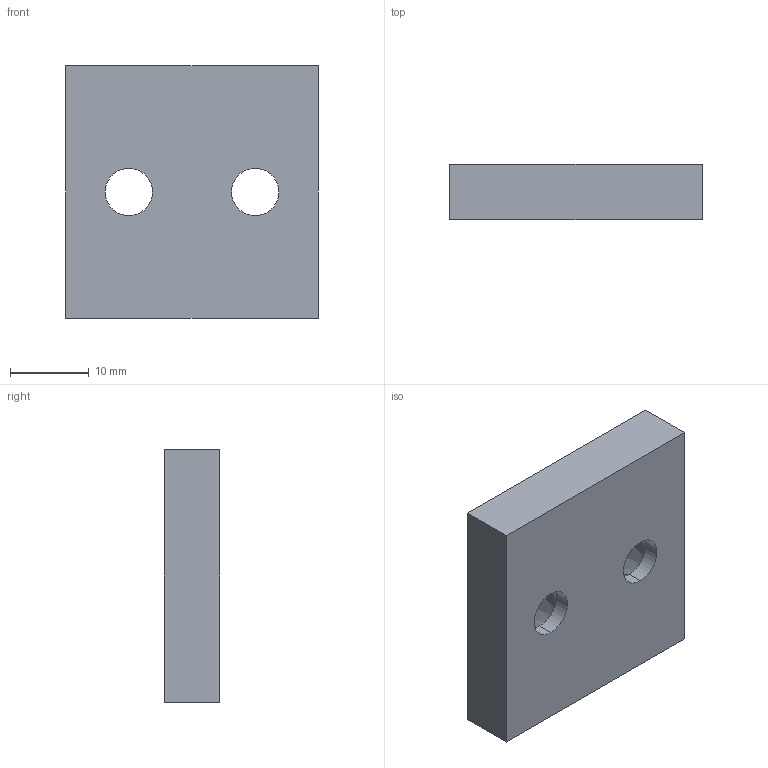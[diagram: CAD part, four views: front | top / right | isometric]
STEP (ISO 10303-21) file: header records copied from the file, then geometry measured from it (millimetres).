
FILE_DESCRIPTION (( 'STEP AP214' ), '1' );
FILE_NAME ('CE-8.1.1-01-004 (Jaw Plate).STEP', '2022-03-02T21:38:18', ( '' ), ( '' ), 'SwSTEP 2.0', 'SolidWorks 2020', '' );
FILE_SCHEMA (( 'AUTOMOTIVE_DESIGN' ));
Length unit declared in the file: millimetre
Products named in the file (1): CE-8.1.1-01-004 (Jaw Plate)
Bounding box: 32 x 7 x 32 mm (x, y, z)
Volume: 6411.9 mm3; surface area: 3067.5 mm2
Topology: 1 solids, 1 shells, 14 faces, 32 edges, 20 vertices
Faces by surface type: plane 6, cone 4, cylinder 4
Entity records: 438 total; most frequent: DIRECTION 74, CARTESIAN_POINT 67, ORIENTED_EDGE 64, EDGE_CURVE 32, AXIS2_PLACEMENT_3D 27, VECTOR 20, LINE 20, VERTEX_POINT 20
